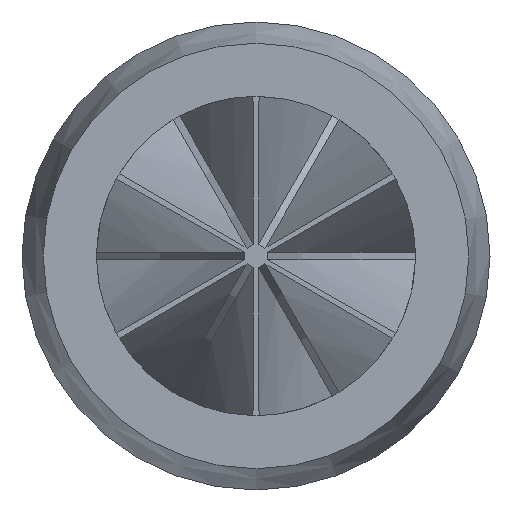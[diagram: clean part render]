
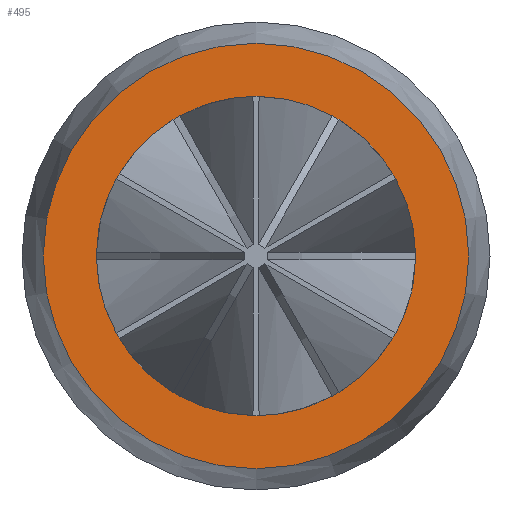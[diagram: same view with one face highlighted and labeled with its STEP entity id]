
A CAD part, left-side view. The second image highlights one B-rep face of the part: STEP entity #495.
In plain terms, the highlighted planar face has unit normal (-1, 0, 0).
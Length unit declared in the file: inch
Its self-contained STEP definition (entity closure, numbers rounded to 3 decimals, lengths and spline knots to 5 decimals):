
#24 = AXIS2_PLACEMENT_3D ( 'NONE', #1009, #133, #524 ) ;
#103 = FACE_OUTER_BOUND ( 'NONE', #1008, .T. ) ;
#133 = DIRECTION ( 'NONE',  ( -1., 0., 0. ) ) ;
#187 = EDGE_CURVE ( 'NONE', #944, #944, #232, .T. ) ;
#232 = CIRCLE ( 'NONE', #950, 0.0105 ) ;
#360 = CARTESIAN_POINT ( 'NONE',  ( 0., 0., 0. ) ) ;
#399 = CARTESIAN_POINT ( 'NONE',  ( 0., 0., 0.0105 ) ) ;
#439 = EDGE_CURVE ( 'NONE', #1165, #1165, #1250, .T. ) ;
#495 = ADVANCED_FACE ( 'NONE', ( #782, #103 ), #711, .T. ) ;
#524 = DIRECTION ( 'NONE',  ( 0., 0., 1. ) ) ;
#634 = DIRECTION ( 'NONE',  ( 1., 0., 0. ) ) ;
#648 = DIRECTION ( 'NONE',  ( 0., 0., 1. ) ) ;
#676 = DIRECTION ( 'NONE',  ( 1., 0., 0. ) ) ;
#693 = DIRECTION ( 'NONE',  ( 0., 0., -1. ) ) ;
#711 = PLANE ( 'NONE',  #24 ) ;
#782 = FACE_BOUND ( 'NONE', #928, .T. ) ;
#785 = AXIS2_PLACEMENT_3D ( 'NONE', #360, #676, #693 ) ;
#798 = ORIENTED_EDGE ( 'NONE', *, *, #439, .F. ) ;
#928 = EDGE_LOOP ( 'NONE', ( #937 ) ) ;
#937 = ORIENTED_EDGE ( 'NONE', *, *, #187, .T. ) ;
#944 = VERTEX_POINT ( 'NONE', #399 ) ;
#950 = AXIS2_PLACEMENT_3D ( 'NONE', #1021, #634, #648 ) ;
#1008 = EDGE_LOOP ( 'NONE', ( #798 ) ) ;
#1009 = CARTESIAN_POINT ( 'NONE',  ( 0., 0.014, 0. ) ) ;
#1021 = CARTESIAN_POINT ( 'NONE',  ( 0., 0., 0. ) ) ;
#1165 = VERTEX_POINT ( 'NONE', #1252 ) ;
#1250 = CIRCLE ( 'NONE', #785, 0.014 ) ;
#1252 = CARTESIAN_POINT ( 'NONE',  ( 0., 0., -0.014 ) ) ;
